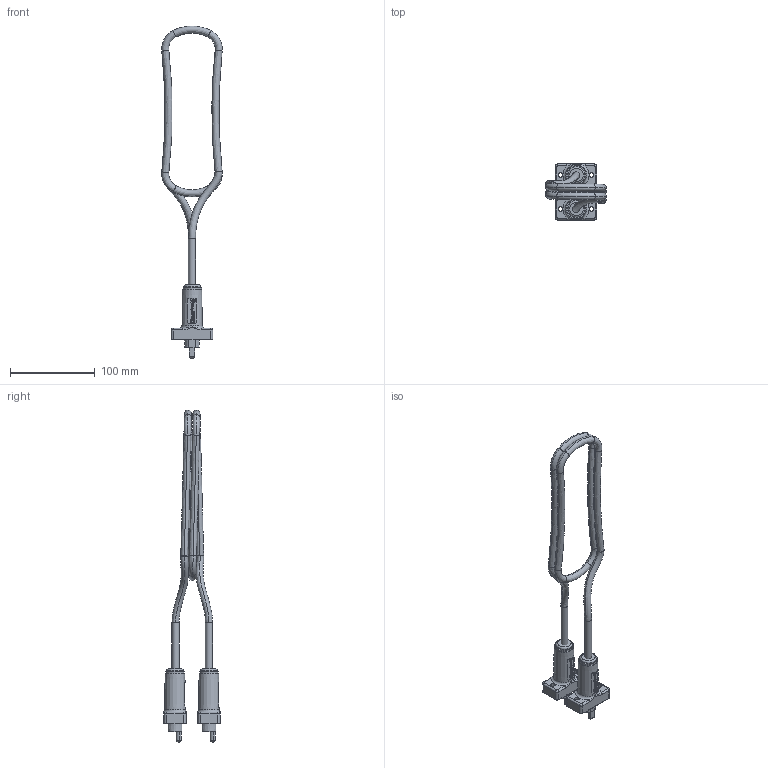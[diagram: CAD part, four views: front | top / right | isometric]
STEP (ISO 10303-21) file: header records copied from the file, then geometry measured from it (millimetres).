
FILE_DESCRIPTION(/* description */ (''),/* implementation_level */ '2;1');
FILE_NAME(/* name */ '12762_Verbindungskabel 24V_1m.stp',/* time_stamp */ '2017-08-09T10:14:23+02:00',/* author */ ('guzb562'),/* organization */ (''),/* preprocessor_version */ 'ST-DEVELOPER v16.1',/* originating_system */ 'Autodesk Inventor 2016',/* authorisation */ '');
FILE_SCHEMA (('AUTOMOTIVE_DESIGN { 1 0 10303 214 3 1 1 }'));
Length unit declared in the file: millimetre
Products named in the file (3): kabel 1m; Stecker 24V; 12762_Verbindungskabel 24V_1m
Assembly tree (3 placements, depth 2):
  12762_Verbindungskabel 24V_1m
    kabel 1m
    Stecker 24V  x2
Bounding box: 71.27 x 66 x 391.08 mm (x, y, z)
Volume: 145493.5 mm3; surface area: 54310.2 mm2
Topology: 3 solids, 3 shells, 914 faces, 2464 edges, 1610 vertices
Faces by surface type: plane 644, bspline 150, cylinder 88, cone 26, torus 6
Full cylindrical faces by diameter (mm): 5.216 x4, 7.255 x2, 8.3 x2, 15.899 x2, 19.899 x2, 22.126 x2
Entity records: 22434 total; most frequent: CARTESIAN_POINT 10567, ORIENTED_EDGE 2522, DIRECTION 2060, EDGE_CURVE 1261, LINE 920, VECTOR 920, VERTEX_POINT 828, AXIS2_PLACEMENT_3D 570
